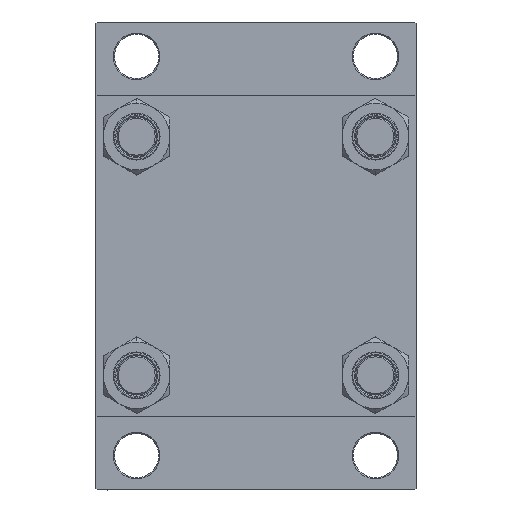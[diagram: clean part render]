
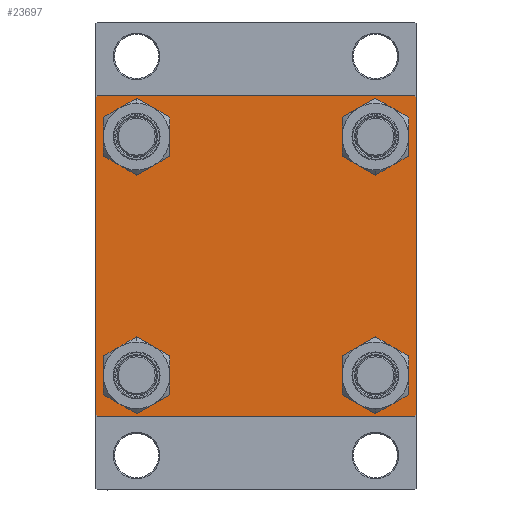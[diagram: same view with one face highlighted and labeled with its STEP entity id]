
A CAD part, left-side view. The second image highlights one B-rep face of the part: STEP entity #23697.
In plain terms, the highlighted planar face has unit normal (-1, 0, 0).
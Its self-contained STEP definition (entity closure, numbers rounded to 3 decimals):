
#129 = ORIENTED_EDGE ( 'NONE', *, *, #38493, .F. ) ;
#248 = CARTESIAN_POINT ( 'NONE',  ( 0., -64.75, 64.75 ) ) ;
#1562 = CARTESIAN_POINT ( 'NONE',  ( 0., 0., 0. ) ) ;
#1933 = CARTESIAN_POINT ( 'NONE',  ( 0., 65., -64.5 ) ) ;
#2610 = ORIENTED_EDGE ( 'NONE', *, *, #34920, .T. ) ;
#2878 = LINE ( 'NONE', #17357, #47538 ) ;
#3208 = DIRECTION ( 'NONE',  ( 0., 0., 1. ) ) ;
#3279 = EDGE_CURVE ( 'NONE', #17941, #14292, #10452, .T. ) ;
#3301 = CARTESIAN_POINT ( 'NONE',  ( 0., 48.45, -56.95 ) ) ;
#3384 = DIRECTION ( 'NONE',  ( 1., 0., 0. ) ) ;
#3446 = VECTOR ( 'NONE', #24852, 1000. ) ;
#3482 = VECTOR ( 'NONE', #25907, 1000. ) ;
#3669 = VERTEX_POINT ( 'NONE', #45932 ) ;
#4171 = AXIS2_PLACEMENT_3D ( 'NONE', #23359, #35415, #24312 ) ;
#4300 = AXIS2_PLACEMENT_3D ( 'NONE', #30093, #37803, #8620 ) ;
#4383 = DIRECTION ( 'NONE',  ( 0., 0., 1. ) ) ;
#4932 = FACE_BOUND ( 'NONE', #15814, .T. ) ;
#4938 = VERTEX_POINT ( 'NONE', #23889 ) ;
#5018 = ORIENTED_EDGE ( 'NONE', *, *, #32908, .T. ) ;
#5422 = DIRECTION ( 'NONE',  ( 0., 0., 1. ) ) ;
#6121 = ORIENTED_EDGE ( 'NONE', *, *, #35826, .T. ) ;
#6256 = CARTESIAN_POINT ( 'NONE',  ( 0., -48.45, -39.95 ) ) ;
#7756 = VECTOR ( 'NONE', #32146, 1000. ) ;
#8058 = EDGE_LOOP ( 'NONE', ( #37545, #13337 ) ) ;
#8067 = EDGE_LOOP ( 'NONE', ( #42715, #34296 ) ) ;
#8253 = VERTEX_POINT ( 'NONE', #41976 ) ;
#8552 = FACE_BOUND ( 'NONE', #8067, .T. ) ;
#8620 = DIRECTION ( 'NONE',  ( 0., 0., 1. ) ) ;
#9477 = DIRECTION ( 'NONE',  ( 1., 0., 0. ) ) ;
#9703 = VERTEX_POINT ( 'NONE', #43472 ) ;
#10151 = LINE ( 'NONE', #25086, #3446 ) ;
#10452 = CIRCLE ( 'NONE', #4300, 8.5 ) ;
#11017 = CIRCLE ( 'NONE', #43344, 8.5 ) ;
#11566 = VERTEX_POINT ( 'NONE', #14857 ) ;
#12701 = CARTESIAN_POINT ( 'NONE',  ( 0., -65., 65. ) ) ;
#13071 = LINE ( 'NONE', #25347, #25058 ) ;
#13261 = AXIS2_PLACEMENT_3D ( 'NONE', #34480, #23632, #30620 ) ;
#13337 = ORIENTED_EDGE ( 'NONE', *, *, #26437, .T. ) ;
#13355 = CIRCLE ( 'NONE', #25670, 8.5 ) ;
#13408 = CARTESIAN_POINT ( 'NONE',  ( 0., 48.45, 48.45 ) ) ;
#13925 = VERTEX_POINT ( 'NONE', #1933 ) ;
#14292 = VERTEX_POINT ( 'NONE', #3301 ) ;
#14675 = DIRECTION ( 'NONE',  ( 1., 0., 0. ) ) ;
#14857 = CARTESIAN_POINT ( 'NONE',  ( 0., -48.45, 56.95 ) ) ;
#14963 = ORIENTED_EDGE ( 'NONE', *, *, #22814, .T. ) ;
#15074 = CARTESIAN_POINT ( 'NONE',  ( 0., 64.75, -64.75 ) ) ;
#15141 = DIRECTION ( 'NONE',  ( 0., 0., 1. ) ) ;
#15788 = FACE_OUTER_BOUND ( 'NONE', #36365, .T. ) ;
#15814 = EDGE_LOOP ( 'NONE', ( #30897, #28197 ) ) ;
#15838 = CARTESIAN_POINT ( 'NONE',  ( 0., 65., 65. ) ) ;
#16568 = CIRCLE ( 'NONE', #37310, 8.5 ) ;
#16919 = VERTEX_POINT ( 'NONE', #17923 ) ;
#17063 = VERTEX_POINT ( 'NONE', #36707 ) ;
#17357 = CARTESIAN_POINT ( 'NONE',  ( 0., 65., -65. ) ) ;
#17675 = CARTESIAN_POINT ( 'NONE',  ( 0., 48.45, -48.45 ) ) ;
#17923 = CARTESIAN_POINT ( 'NONE',  ( 0., -48.45, -56.95 ) ) ;
#17941 = VERTEX_POINT ( 'NONE', #20316 ) ;
#18458 = LINE ( 'NONE', #15074, #3482 ) ;
#20316 = CARTESIAN_POINT ( 'NONE',  ( 0., 48.45, -39.95 ) ) ;
#20817 = CARTESIAN_POINT ( 'NONE',  ( 0., -48.45, -48.45 ) ) ;
#21507 = DIRECTION ( 'NONE',  ( 0., -1., 0. ) ) ;
#21967 = CIRCLE ( 'NONE', #42747, 8.5 ) ;
#22043 = VERTEX_POINT ( 'NONE', #28523 ) ;
#22814 = EDGE_CURVE ( 'NONE', #32696, #8253, #36796, .T. ) ;
#23251 = ORIENTED_EDGE ( 'NONE', *, *, #33498, .T. ) ;
#23359 = CARTESIAN_POINT ( 'NONE',  ( 0., -48.45, -48.45 ) ) ;
#23523 = EDGE_CURVE ( 'NONE', #36956, #8253, #45735, .T. ) ;
#23551 = LINE ( 'NONE', #15838, #32912 ) ;
#23632 = DIRECTION ( 'NONE',  ( 1., 0., 0. ) ) ;
#23697 = ADVANCED_FACE ( 'NONE', ( #8552, #34835, #4932, #38204, #15788 ), #44956, .T. ) ;
#23889 = CARTESIAN_POINT ( 'NONE',  ( 0., 48.45, 56.95 ) ) ;
#24239 = ORIENTED_EDGE ( 'NONE', *, *, #42292, .T. ) ;
#24312 = DIRECTION ( 'NONE',  ( 0., 0., 1. ) ) ;
#24852 = DIRECTION ( 'NONE',  ( 0., 0.707, -0.707 ) ) ;
#25058 = VECTOR ( 'NONE', #21507, 1000. ) ;
#25086 = CARTESIAN_POINT ( 'NONE',  ( 0., 64.75, 64.75 ) ) ;
#25347 = CARTESIAN_POINT ( 'NONE',  ( 0., 65., 65. ) ) ;
#25509 = VECTOR ( 'NONE', #45250, 1000. ) ;
#25578 = ORIENTED_EDGE ( 'NONE', *, *, #30173, .T. ) ;
#25670 = AXIS2_PLACEMENT_3D ( 'NONE', #43652, #3384, #32326 ) ;
#25907 = DIRECTION ( 'NONE',  ( 0., -0.707, -0.707 ) ) ;
#25943 = CIRCLE ( 'NONE', #45950, 8.5 ) ;
#26437 = EDGE_CURVE ( 'NONE', #17063, #4938, #37120, .T. ) ;
#27391 = CARTESIAN_POINT ( 'NONE',  ( 0., -65., 64.5 ) ) ;
#27997 = CIRCLE ( 'NONE', #4171, 8.5 ) ;
#28095 = DIRECTION ( 'NONE',  ( 1., 0., 0. ) ) ;
#28197 = ORIENTED_EDGE ( 'NONE', *, *, #28785, .T. ) ;
#28523 = CARTESIAN_POINT ( 'NONE',  ( 0., 64.5, -65. ) ) ;
#28785 = EDGE_CURVE ( 'NONE', #14292, #17941, #11017, .T. ) ;
#29903 = EDGE_CURVE ( 'NONE', #34820, #11566, #13355, .T. ) ;
#30078 = CARTESIAN_POINT ( 'NONE',  ( 0., -48.45, 48.45 ) ) ;
#30093 = CARTESIAN_POINT ( 'NONE',  ( 0., 48.45, -48.45 ) ) ;
#30173 = EDGE_CURVE ( 'NONE', #16919, #41946, #27997, .T. ) ;
#30405 = DIRECTION ( 'NONE',  ( 1., 0., 0. ) ) ;
#30620 = DIRECTION ( 'NONE',  ( 0., 0., 1. ) ) ;
#30897 = ORIENTED_EDGE ( 'NONE', *, *, #3279, .T. ) ;
#32146 = DIRECTION ( 'NONE',  ( 0., -0.707, 0.707 ) ) ;
#32326 = DIRECTION ( 'NONE',  ( 0., 0., 1. ) ) ;
#32696 = VERTEX_POINT ( 'NONE', #44471 ) ;
#32908 = EDGE_CURVE ( 'NONE', #41946, #16919, #16568, .T. ) ;
#32912 = VECTOR ( 'NONE', #34165, 1000. ) ;
#33498 = EDGE_CURVE ( 'NONE', #13925, #22043, #18458, .T. ) ;
#34165 = DIRECTION ( 'NONE',  ( 0., 0., -1. ) ) ;
#34296 = ORIENTED_EDGE ( 'NONE', *, *, #29903, .T. ) ;
#34480 = CARTESIAN_POINT ( 'NONE',  ( 0., 48.45, 48.45 ) ) ;
#34820 = VERTEX_POINT ( 'NONE', #35946 ) ;
#34835 = FACE_BOUND ( 'NONE', #41504, .T. ) ;
#34920 = EDGE_CURVE ( 'NONE', #36956, #9703, #47504, .T. ) ;
#35415 = DIRECTION ( 'NONE',  ( 1., 0., 0. ) ) ;
#35772 = ORIENTED_EDGE ( 'NONE', *, *, #23523, .F. ) ;
#35826 = EDGE_CURVE ( 'NONE', #35866, #3669, #10151, .T. ) ;
#35866 = VERTEX_POINT ( 'NONE', #36189 ) ;
#35946 = CARTESIAN_POINT ( 'NONE',  ( 0., -48.45, 39.95 ) ) ;
#36189 = CARTESIAN_POINT ( 'NONE',  ( 0., 64.5, 65. ) ) ;
#36365 = EDGE_LOOP ( 'NONE', ( #24239, #23251, #41635, #14963, #35772, #2610, #129, #6121 ) ) ;
#36707 = CARTESIAN_POINT ( 'NONE',  ( 0., 48.45, 39.95 ) ) ;
#36796 = LINE ( 'NONE', #47323, #7756 ) ;
#36890 = DIRECTION ( 'NONE',  ( 0., 0.707, 0.707 ) ) ;
#36956 = VERTEX_POINT ( 'NONE', #27391 ) ;
#37027 = EDGE_CURVE ( 'NONE', #4938, #17063, #21967, .T. ) ;
#37120 = CIRCLE ( 'NONE', #13261, 8.5 ) ;
#37310 = AXIS2_PLACEMENT_3D ( 'NONE', #20817, #9477, #3208 ) ;
#37545 = ORIENTED_EDGE ( 'NONE', *, *, #37027, .T. ) ;
#37803 = DIRECTION ( 'NONE',  ( 1., 0., 0. ) ) ;
#38204 = FACE_BOUND ( 'NONE', #8058, .T. ) ;
#38493 = EDGE_CURVE ( 'NONE', #35866, #9703, #13071, .T. ) ;
#41112 = EDGE_CURVE ( 'NONE', #11566, #34820, #25943, .T. ) ;
#41338 = DIRECTION ( 'NONE',  ( -1., 0., 0. ) ) ;
#41504 = EDGE_LOOP ( 'NONE', ( #5018, #25578 ) ) ;
#41635 = ORIENTED_EDGE ( 'NONE', *, *, #41928, .T. ) ;
#41928 = EDGE_CURVE ( 'NONE', #22043, #32696, #2878, .T. ) ;
#41946 = VERTEX_POINT ( 'NONE', #6256 ) ;
#41976 = CARTESIAN_POINT ( 'NONE',  ( 0., -65., -64.5 ) ) ;
#42292 = EDGE_CURVE ( 'NONE', #3669, #13925, #23551, .T. ) ;
#42715 = ORIENTED_EDGE ( 'NONE', *, *, #41112, .T. ) ;
#42747 = AXIS2_PLACEMENT_3D ( 'NONE', #13408, #28095, #45973 ) ;
#43344 = AXIS2_PLACEMENT_3D ( 'NONE', #17675, #30405, #4383 ) ;
#43472 = CARTESIAN_POINT ( 'NONE',  ( 0., -64.5, 65. ) ) ;
#43652 = CARTESIAN_POINT ( 'NONE',  ( 0., -48.45, 48.45 ) ) ;
#44471 = CARTESIAN_POINT ( 'NONE',  ( 0., -64.5, -65. ) ) ;
#44750 = AXIS2_PLACEMENT_3D ( 'NONE', #1562, #41338, #5422 ) ;
#44956 = PLANE ( 'NONE',  #44750 ) ;
#45089 = VECTOR ( 'NONE', #36890, 1000. ) ;
#45250 = DIRECTION ( 'NONE',  ( 0., 0., -1. ) ) ;
#45735 = LINE ( 'NONE', #12701, #25509 ) ;
#45932 = CARTESIAN_POINT ( 'NONE',  ( 0., 65., 64.5 ) ) ;
#45950 = AXIS2_PLACEMENT_3D ( 'NONE', #30078, #14675, #15141 ) ;
#45973 = DIRECTION ( 'NONE',  ( 0., 0., 1. ) ) ;
#46996 = DIRECTION ( 'NONE',  ( 0., -1., 0. ) ) ;
#47323 = CARTESIAN_POINT ( 'NONE',  ( 0., -64.75, -64.75 ) ) ;
#47504 = LINE ( 'NONE', #248, #45089 ) ;
#47538 = VECTOR ( 'NONE', #46996, 1000. ) ;
